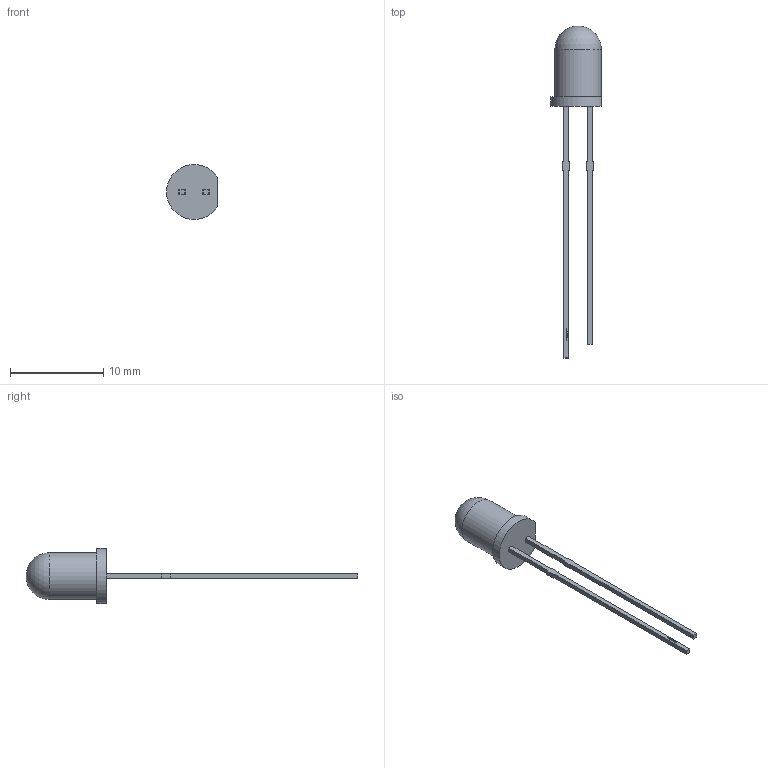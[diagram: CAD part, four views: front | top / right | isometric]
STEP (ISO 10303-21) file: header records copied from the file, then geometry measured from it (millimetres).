
FILE_DESCRIPTION(/* description */ (''),/* implementation_level */ '2;1');
FILE_NAME(/* name */ 'WP7113GD_ipt_d6b2d290.STEP',/* time_stamp */ '2024-05-28T14:34:07+01:00',/* author */ ('rlndo'),/* organization */ (''),/* preprocessor_version */ 'ST-DEVELOPER v16.13',/* originating_system */ 'Autodesk Inventor 2018',/* authorisation */ '');
FILE_SCHEMA (('AUTOMOTIVE_DESIGN { 1 0 10303 214 3 1 1 }'));
Length unit declared in the file: millimetre
Products named in the file (1): WP7113GD
Bounding box: 5.45 x 35.6 x 5.9 mm (x, y, z)
Volume: 172.6 mm3; surface area: 277.1 mm2
Topology: 1 solids, 1 shells, 315 faces, 851 edges, 567 vertices
Faces by surface type: plane 196, bspline 116, cylinder 2, sphere 1
Full cylindrical faces by diameter (mm): 5 x1
Entity records: 15537 total; most frequent: CARTESIAN_POINT 8018, ORIENTED_EDGE 1692, DIRECTION 1034, EDGE_CURVE 846, LINE 610, VECTOR 610, VERTEX_POINT 564, EDGE_LOOP 346
